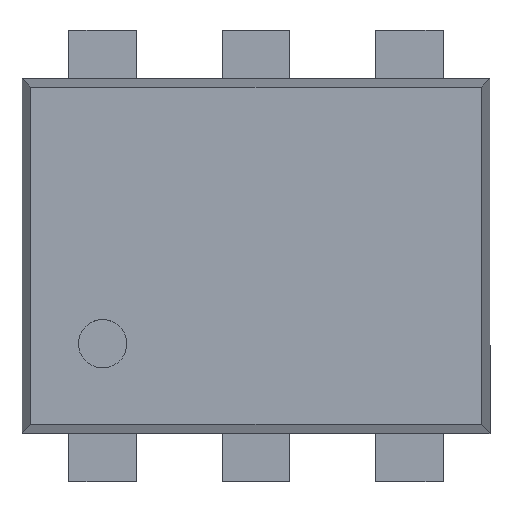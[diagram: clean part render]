
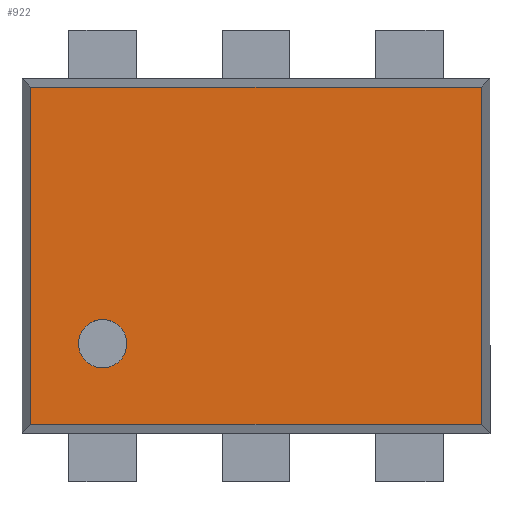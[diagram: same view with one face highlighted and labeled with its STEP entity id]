
A CAD part, top view. The second image highlights one B-rep face of the part: STEP entity #922.
In plain terms, the highlighted planar face has unit normal (0, 0, 1).
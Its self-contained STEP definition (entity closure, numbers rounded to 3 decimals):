
#22 = EDGE_CURVE ( 'NONE', #1603, #1838, #1328, .T. ) ;
#24 = CIRCLE ( 'NONE', #1271, 0.15 ) ;
#61 = PLANE ( 'NONE',  #2479 ) ;
#77 = VERTEX_POINT ( 'NONE', #1061 ) ;
#94 = DIRECTION ( 'NONE',  ( 0., 0., 1. ) ) ;
#150 = LINE ( 'NONE', #1567, #380 ) ;
#152 = DIRECTION ( 'NONE',  ( 1., 0., 0. ) ) ;
#172 = FACE_OUTER_BOUND ( 'NONE', #1325, .T. ) ;
#195 = FACE_BOUND ( 'NONE', #224, .T. ) ;
#224 = EDGE_LOOP ( 'NONE', ( #1690, #1493 ) ) ;
#270 = CARTESIAN_POINT ( 'NONE',  ( -0.8, -0.545, 0.81 ) ) ;
#286 = ORIENTED_EDGE ( 'NONE', *, *, #1536, .T. ) ;
#380 = VECTOR ( 'NONE', #1576, 1000. ) ;
#399 = CARTESIAN_POINT ( 'NONE',  ( 0., 0., 0.81 ) ) ;
#581 = EDGE_CURVE ( 'NONE', #1838, #77, #150, .T. ) ;
#641 = EDGE_CURVE ( 'NONE', #2562, #2261, #24, .T. ) ;
#800 = CARTESIAN_POINT ( 'NONE',  ( 0., 1.045, 0.81 ) ) ;
#886 = DIRECTION ( 'NONE',  ( -1., 0., 0. ) ) ;
#922 = ADVANCED_FACE ( 'NONE', ( #195, #172 ), #61, .T. ) ;
#1061 = CARTESIAN_POINT ( 'NONE',  ( -1.395, -1.045, 0.81 ) ) ;
#1080 = CARTESIAN_POINT ( 'NONE',  ( -0.95, -0.545, 0.81 ) ) ;
#1117 = DIRECTION ( 'NONE',  ( 0., 0., 1. ) ) ;
#1158 = DIRECTION ( 'NONE',  ( 0., 1., 0. ) ) ;
#1209 = CARTESIAN_POINT ( 'NONE',  ( 1.395, 0., 0.81 ) ) ;
#1271 = AXIS2_PLACEMENT_3D ( 'NONE', #1879, #1876, #1897 ) ;
#1282 = CARTESIAN_POINT ( 'NONE',  ( -1.1, -0.545, 0.81 ) ) ;
#1303 = VECTOR ( 'NONE', #886, 1000. ) ;
#1325 = EDGE_LOOP ( 'NONE', ( #1364, #1395, #286, #1402 ) ) ;
#1328 = LINE ( 'NONE', #800, #1303 ) ;
#1364 = ORIENTED_EDGE ( 'NONE', *, *, #581, .T. ) ;
#1371 = EDGE_CURVE ( 'NONE', #77, #1668, #2027, .T. ) ;
#1395 = ORIENTED_EDGE ( 'NONE', *, *, #1371, .T. ) ;
#1402 = ORIENTED_EDGE ( 'NONE', *, *, #22, .T. ) ;
#1414 = CARTESIAN_POINT ( 'NONE',  ( 1.45, -1.045, 0.81 ) ) ;
#1433 = DIRECTION ( 'NONE',  ( 1., 0., 0. ) ) ;
#1442 = CARTESIAN_POINT ( 'NONE',  ( -1.395, 1.045, 0.81 ) ) ;
#1493 = ORIENTED_EDGE ( 'NONE', *, *, #1571, .F. ) ;
#1536 = EDGE_CURVE ( 'NONE', #1668, #1603, #1837, .T. ) ;
#1567 = CARTESIAN_POINT ( 'NONE',  ( -1.395, -1.1, 0.81 ) ) ;
#1571 = EDGE_CURVE ( 'NONE', #2261, #2562, #1832, .T. ) ;
#1576 = DIRECTION ( 'NONE',  ( 0., -1., 0. ) ) ;
#1603 = VERTEX_POINT ( 'NONE', #1614 ) ;
#1614 = CARTESIAN_POINT ( 'NONE',  ( 1.395, 1.045, 0.81 ) ) ;
#1668 = VERTEX_POINT ( 'NONE', #2192 ) ;
#1690 = ORIENTED_EDGE ( 'NONE', *, *, #641, .F. ) ;
#1801 = VECTOR ( 'NONE', #1158, 1000. ) ;
#1832 = CIRCLE ( 'NONE', #2214, 0.15 ) ;
#1837 = LINE ( 'NONE', #1209, #1801 ) ;
#1838 = VERTEX_POINT ( 'NONE', #1442 ) ;
#1876 = DIRECTION ( 'NONE',  ( 0., 0., 1. ) ) ;
#1879 = CARTESIAN_POINT ( 'NONE',  ( -0.95, -0.545, 0.81 ) ) ;
#1897 = DIRECTION ( 'NONE',  ( 1., 0., 0. ) ) ;
#2001 = VECTOR ( 'NONE', #1433, 1000. ) ;
#2027 = LINE ( 'NONE', #1414, #2001 ) ;
#2192 = CARTESIAN_POINT ( 'NONE',  ( 1.395, -1.045, 0.81 ) ) ;
#2214 = AXIS2_PLACEMENT_3D ( 'NONE', #1080, #1117, #2383 ) ;
#2261 = VERTEX_POINT ( 'NONE', #1282 ) ;
#2383 = DIRECTION ( 'NONE',  ( 1., 0., 0. ) ) ;
#2479 = AXIS2_PLACEMENT_3D ( 'NONE', #399, #94, #152 ) ;
#2562 = VERTEX_POINT ( 'NONE', #270 ) ;
